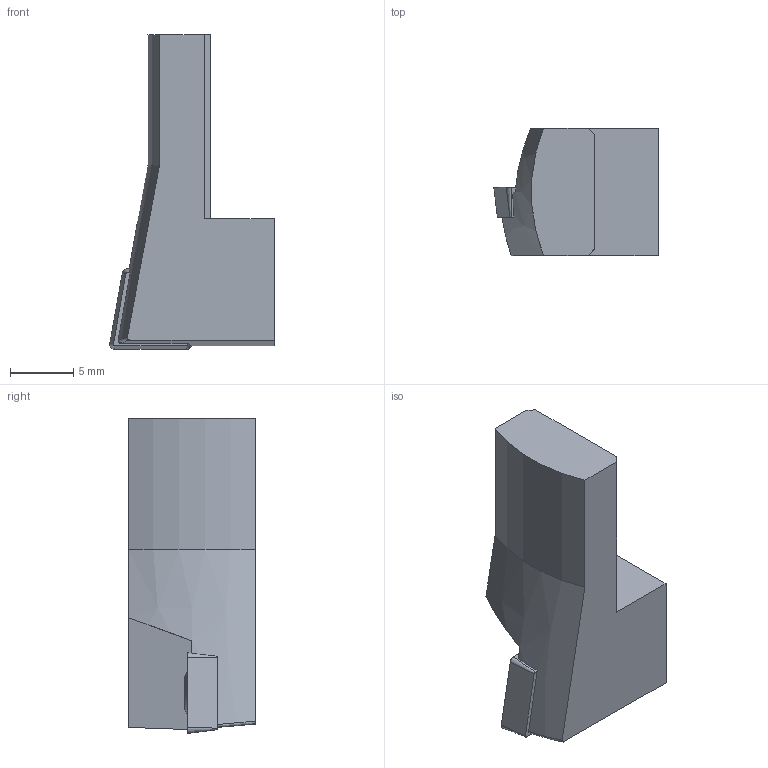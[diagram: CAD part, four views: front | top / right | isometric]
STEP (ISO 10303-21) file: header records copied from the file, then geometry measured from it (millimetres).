
FILE_DESCRIPTION(/* description */ (''),/* implementation_level */ '2;1');
FILE_NAME(/* name */ 'A72530_Basic.stp',/* time_stamp */ '2023-03-17T15:22:15+06:00',/* author */ (''),/* organization */ (''),/* preprocessor_version */ 'ST-DEVELOPER v16.7',/* originating_system */ 'SIEMENS PLM Software NX 12.0',/* authorisation */ '');
FILE_SCHEMA (('AUTOMOTIVE_DESIGN { 1 0 10303 214 3 1 1 1 }'));
Length unit declared in the file: millimetre
Products named in the file (4): CUT; NOCUT; ASSEMBLY_CONSTRUCTION; A72530_Basic_stp
Assembly tree (3 placements, depth 2):
  A72530_Basic_stp
    ASSEMBLY_CONSTRUCTION
    NOCUT
    CUT
Bounding box: 12.96 x 10 x 24.8 mm (x, y, z)
Volume: 1523.7 mm3; surface area: 1193.4 mm2
Topology: 2 solids, 2 shells, 51 faces, 135 edges, 92 vertices
Faces by surface type: plane 23, cylinder 18, cone 8, bspline 1, sphere 1
Full cylindrical faces by diameter (mm): 2.5 x2, 3.45 x1, 3.5 x1
Entity records: 1883 total; most frequent: CARTESIAN_POINT 518, DIRECTION 260, ORIENTED_EDGE 244, EDGE_CURVE 122, AXIS2_PLACEMENT_3D 97, VERTEX_POINT 85, LINE 66, VECTOR 66
